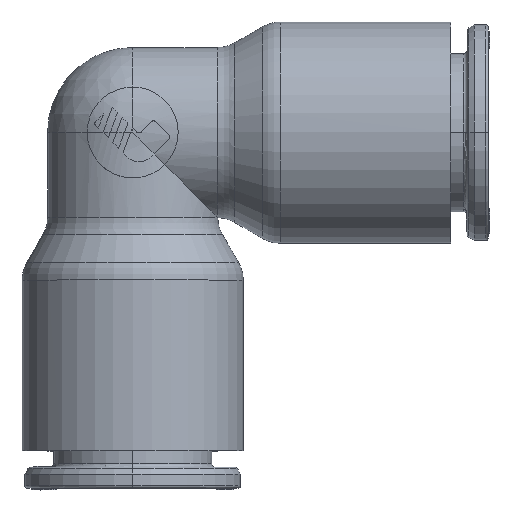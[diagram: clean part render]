
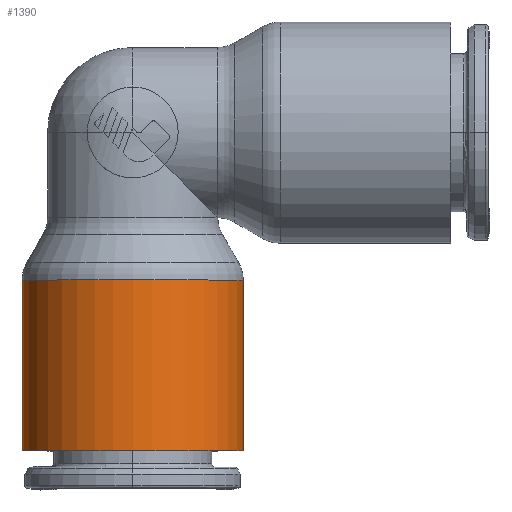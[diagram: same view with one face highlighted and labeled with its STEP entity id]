
A CAD part, top view. The second image highlights one B-rep face of the part: STEP entity #1390.
In plain terms, the highlighted cylindrical face has radius 9.49 mm (diameter 18.98 mm), a partial arc.
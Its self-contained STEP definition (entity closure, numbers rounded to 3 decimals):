
#1390=ADVANCED_FACE('',(#3856),#3857,.T.);
#3856=FACE_OUTER_BOUND('',#13457,.T.);
#3857=CYLINDRICAL_SURFACE('',#13458,9.49);
#13457=EDGE_LOOP('',(#22498,#22499,#22500,#22501));
#13458=AXIS2_PLACEMENT_3D('',#22502,#22503,#22504);
#22498=ORIENTED_EDGE('',*,*,#26240,.T.);
#22499=ORIENTED_EDGE('',*,*,#26241,.T.);
#22500=ORIENTED_EDGE('',*,*,#26238,.F.);
#22501=ORIENTED_EDGE('',*,*,#26242,.T.);
#22502=CARTESIAN_POINT('',(0.0,-29.03,0.0));
#22503=DIRECTION('',(0.0,-1.0,0.0));
#22504=DIRECTION('',(1.0,0.0,0.0));
#26238=EDGE_CURVE('',#31274,#31279,#31280,.T.);
#26240=EDGE_CURVE('',#31276,#31281,#31283,.T.);
#26241=EDGE_CURVE('',#31281,#31279,#31284,.T.);
#26242=EDGE_CURVE('',#31274,#31276,#31285,.T.);
#31274=VERTEX_POINT('',#43159);
#31276=VERTEX_POINT('',#43161);
#31279=VERTEX_POINT('',#43164);
#31280=LINE('',#43165,#43166);
#31281=VERTEX_POINT('',#43167);
#31283=LINE('',#43169,#43170);
#31284=CIRCLE('',#43171,9.49);
#31285=CIRCLE('',#43172,9.49);
#43159=CARTESIAN_POINT('',(9.49,-12.654,-0.003));
#43161=CARTESIAN_POINT('',(-9.49,-12.654,0.003));
#43164=CARTESIAN_POINT('',(9.49,-27.3,0.0));
#43165=CARTESIAN_POINT('',(9.49,-12.654,0.0));
#43166=VECTOR('',#47715,14.646);
#43167=CARTESIAN_POINT('',(-9.49,-27.3,0.0));
#43169=CARTESIAN_POINT('',(-9.49,-12.654,0.0));
#43170=VECTOR('',#47719,14.646);
#43171=AXIS2_PLACEMENT_3D('',#47720,#47721,#47722);
#43172=AXIS2_PLACEMENT_3D('',#47723,#47724,#47725);
#47715=DIRECTION('',(0.0,-1.0,0.0));
#47719=DIRECTION('',(0.0,-1.0,0.0));
#47720=CARTESIAN_POINT('',(0.0,-27.3,0.0));
#47721=DIRECTION('',(0.0,1.0,0.0));
#47722=DIRECTION('',(-1.0,0.0,0.0));
#47723=CARTESIAN_POINT('',(0.0,-12.654,0.0));
#47724=DIRECTION('',(0.0,-1.0,0.0));
#47725=DIRECTION('',(1.0,0.0,0.0));
